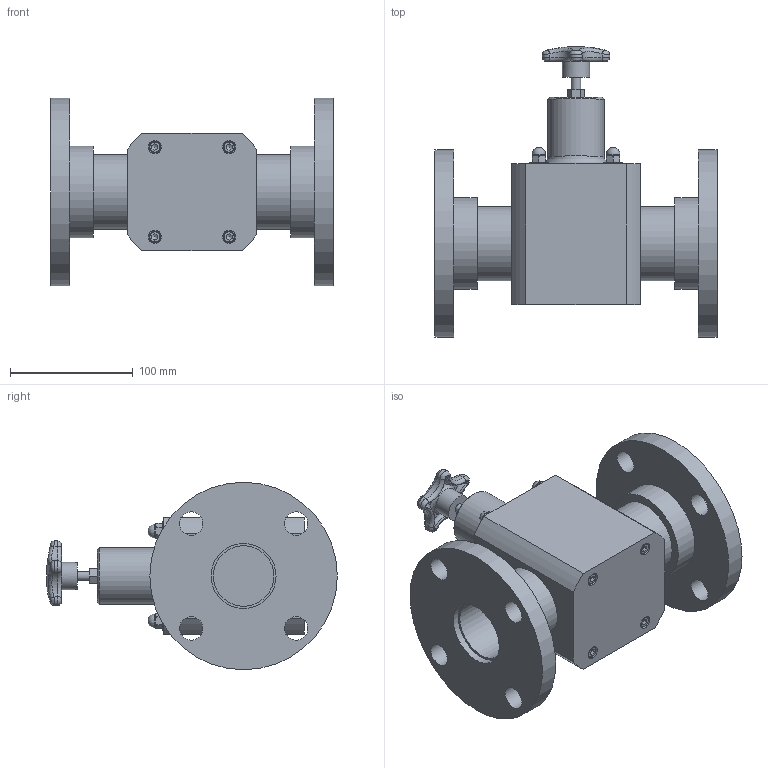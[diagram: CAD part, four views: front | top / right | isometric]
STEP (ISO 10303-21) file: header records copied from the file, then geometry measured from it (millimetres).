
FILE_DESCRIPTION((''),'2;1');
FILE_NAME('TVBF20-PP_R0.ipt.stp','2017-04-04T12:10:28',(''),(''),'Autodesk Inventor 2009','Autodesk Inventor 2009','');
FILE_SCHEMA(('AUTOMOTIVE_DESIGN { 1 0 10303 214 1 1 1 1 }'));
Length unit declared in the file: inch
Products named in the file (1): TVBF20-PP_R0
Bounding box: 229.36 x 236.26 x 152.4 mm (x, y, z)
Volume: 1752719.3 mm3; surface area: 204222 mm2
Topology: 1 solids, 5 shells, 361 faces, 829 edges, 507 vertices
Faces by surface type: plane 152, bspline 105, cylinder 61, sphere 17, torus 15, cone 11
Full cylindrical faces by diameter (mm): 4.445 x4, 7.442 x1, 9.525 x4, 10.998 x4, 15.875 x4, 19.05 x8, 22.098 x1, 45.72 x1, 49.251 x2, 52.832 x2, 60.325 x2, 74.422 x2, 152.4 x2
Entity records: 14196 total; most frequent: CARTESIAN_POINT 6507, ORIENTED_EDGE 1514, DIRECTION 1424, EDGE_CURVE 757, AXIS2_PLACEMENT_3D 609, VERTEX_POINT 502, EDGE_LOOP 473, FACE_OUTER_BOUND 361
